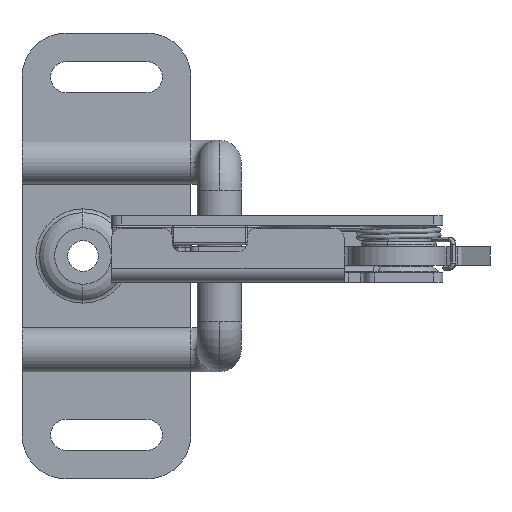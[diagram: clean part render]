
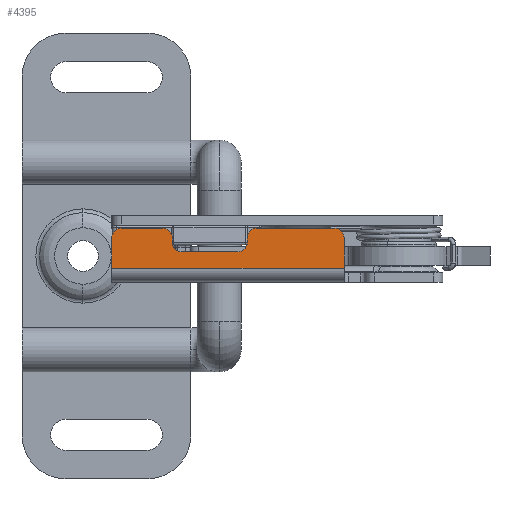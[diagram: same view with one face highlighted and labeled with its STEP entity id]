
A CAD part, front view. The second image highlights one B-rep face of the part: STEP entity #4395.
In plain terms, the highlighted planar face has unit normal (0, -1, 0).
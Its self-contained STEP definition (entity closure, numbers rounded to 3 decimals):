
#3905 = VERTEX_POINT ( 'NONE', #5796 ) ;
#3924 = VERTEX_POINT ( 'NONE', #5815 ) ;
#3926 = VERTEX_POINT ( 'NONE', #5817 ) ;
#4011 = VERTEX_POINT ( 'NONE', #5902 ) ;
#4027 = VERTEX_POINT ( 'NONE', #5918 ) ;
#4032 = VERTEX_POINT ( 'NONE', #5923 ) ;
#4122 = VERTEX_POINT ( 'NONE', #6013 ) ;
#4127 = VERTEX_POINT ( 'NONE', #6018 ) ;
#4143 = VERTEX_POINT ( 'NONE', #6034 ) ;
#4286 = EDGE_CURVE ( 'NONE', #4027, #3924, #19711, .T. ) ;
#4395 = ADVANCED_FACE ( 'NONE', ( #20074 ), #21073, .F. ) ;
#4778 = VERTEX_POINT ( 'NONE', #26130 ) ;
#4779 = VERTEX_POINT ( 'NONE', #26131 ) ;
#4780 = VERTEX_POINT ( 'NONE', #26132 ) ;
#4782 = VERTEX_POINT ( 'NONE', #26134 ) ;
#4792 = VERTEX_POINT ( 'NONE', #26144 ) ;
#5796 = CARTESIAN_POINT ( 'NONE',  ( -35.25, -14., 1. ) ) ;
#5815 = CARTESIAN_POINT ( 'NONE',  ( -24.4, -14., 9.5 ) ) ;
#5817 = CARTESIAN_POINT ( 'NONE',  ( 14.25, -14., 1. ) ) ;
#5902 = CARTESIAN_POINT ( 'NONE',  ( -4.4, -14., 9.5 ) ) ;
#5918 = CARTESIAN_POINT ( 'NONE',  ( -33.25, -14., 9.5 ) ) ;
#5923 = CARTESIAN_POINT ( 'NONE',  ( -6.4, -14., 6.5 ) ) ;
#6013 = CARTESIAN_POINT ( 'NONE',  ( -20.4, -14., 4.5 ) ) ;
#6018 = CARTESIAN_POINT ( 'NONE',  ( -22.4, -14., 6.5 ) ) ;
#6034 = CARTESIAN_POINT ( 'NONE',  ( -22.4, -14., 7.5 ) ) ;
#6258 = CARTESIAN_POINT ( 'NONE',  ( -35.25, -14., 9.5 ) ) ;
#6259 = DIRECTION ( 'NONE',  ( 1., 0., 0. ) ) ;
#7058 = EDGE_CURVE ( 'NONE', #4032, #4780, #28019, .T. ) ;
#7070 = EDGE_CURVE ( 'NONE', #4792, #3926, #28037, .T. ) ;
#7071 = EDGE_CURVE ( 'NONE', #3926, #3905, #28030, .T. ) ;
#7075 = EDGE_CURVE ( 'NONE', #4122, #4127, #28051, .T. ) ;
#7077 = EDGE_CURVE ( 'NONE', #3905, #4782, #28052, .T. ) ;
#7078 = EDGE_CURVE ( 'NONE', #4122, #4778, #28054, .T. ) ;
#7079 = EDGE_CURVE ( 'NONE', #4011, #4780, #28058, .T. ) ;
#7080 = EDGE_CURVE ( 'NONE', #4011, #4779, #28001, .T. ) ;
#7081 = EDGE_CURVE ( 'NONE', #4032, #4778, #28059, .T. ) ;
#7082 = EDGE_CURVE ( 'NONE', #4143, #4127, #28056, .T. ) ;
#7083 = EDGE_CURVE ( 'NONE', #4143, #3924, #28061, .T. ) ;
#7084 = EDGE_CURVE ( 'NONE', #4792, #4779, #28063, .T. ) ;
#7085 = EDGE_CURVE ( 'NONE', #4027, #4782, #28065, .T. ) ;
#16355 = AXIS2_PLACEMENT_3D ( 'NONE', #21076, #21082, #21083 ) ;
#17044 = EDGE_LOOP ( 'NONE', ( #17087, #17088, #17083, #17084, #17080, #17081, #17118, #17111, #17113, #17114, #17108, #17107, #17103, #17228 ) ) ;
#17080 = ORIENTED_EDGE ( 'NONE', *, *, #7078, .F. ) ;
#17081 = ORIENTED_EDGE ( 'NONE', *, *, #7075, .T. ) ;
#17083 = ORIENTED_EDGE ( 'NONE', *, *, #7058, .F. ) ;
#17084 = ORIENTED_EDGE ( 'NONE', *, *, #7081, .T. ) ;
#17087 = ORIENTED_EDGE ( 'NONE', *, *, #7080, .F. ) ;
#17088 = ORIENTED_EDGE ( 'NONE', *, *, #7079, .T. ) ;
#17103 = ORIENTED_EDGE ( 'NONE', *, *, #7070, .F. ) ;
#17107 = ORIENTED_EDGE ( 'NONE', *, *, #7071, .F. ) ;
#17108 = ORIENTED_EDGE ( 'NONE', *, *, #7077, .F. ) ;
#17111 = ORIENTED_EDGE ( 'NONE', *, *, #7083, .T. ) ;
#17113 = ORIENTED_EDGE ( 'NONE', *, *, #4286, .F. ) ;
#17114 = ORIENTED_EDGE ( 'NONE', *, *, #7085, .T. ) ;
#17118 = ORIENTED_EDGE ( 'NONE', *, *, #7082, .F. ) ;
#17228 = ORIENTED_EDGE ( 'NONE', *, *, #7084, .T. ) ;
#19711 = LINE ( 'NONE', #6258, #19780 ) ;
#19780 = VECTOR ( 'NONE', #6259, 1000. ) ;
#20074 = FACE_OUTER_BOUND ( 'NONE', #17044, .T. ) ;
#21073 = PLANE ( 'NONE',  #16355 ) ;
#21076 = CARTESIAN_POINT ( 'NONE',  ( 0., -14., 0. ) ) ;
#21082 = DIRECTION ( 'NONE',  ( 0., 1., 0. ) ) ;
#21083 = DIRECTION ( 'NONE',  ( 0., 0., 1. ) ) ;
#26130 = CARTESIAN_POINT ( 'NONE',  ( -8.4, -14., 4.5 ) ) ;
#26131 = CARTESIAN_POINT ( 'NONE',  ( 12.25, -14., 9.5 ) ) ;
#26132 = CARTESIAN_POINT ( 'NONE',  ( -6.4, -14., 7.5 ) ) ;
#26134 = CARTESIAN_POINT ( 'NONE',  ( -35.25, -14., 7.5 ) ) ;
#26144 = CARTESIAN_POINT ( 'NONE',  ( 14.25, -14., 7.5 ) ) ;
#27014 = AXIS2_PLACEMENT_3D ( 'NONE', #29409, #29420, #29421 ) ;
#27015 = AXIS2_PLACEMENT_3D ( 'NONE', #29450, #29464, #29466 ) ;
#27016 = AXIS2_PLACEMENT_3D ( 'NONE', #29434, #29436, #29438 ) ;
#27017 = AXIS2_PLACEMENT_3D ( 'NONE', #29444, #29446, #29448 ) ;
#27018 = AXIS2_PLACEMENT_3D ( 'NONE', #29455, #29458, #29460 ) ;
#27020 = AXIS2_PLACEMENT_3D ( 'NONE', #29457, #29469, #29471 ) ;
#28001 = LINE ( 'NONE', #29441, #28049 ) ;
#28019 = LINE ( 'NONE', #29332, #28020 ) ;
#28020 = VECTOR ( 'NONE', #29333, 1000. ) ;
#28030 = LINE ( 'NONE', #29391, #28040 ) ;
#28037 = LINE ( 'NONE', #29403, #28038 ) ;
#28038 = VECTOR ( 'NONE', #29404, 1000. ) ;
#28040 = VECTOR ( 'NONE', #29408, 1000. ) ;
#28049 = VECTOR ( 'NONE', #29442, 1000. ) ;
#28051 = CIRCLE ( 'NONE', #27014, 2. ) ;
#28052 = LINE ( 'NONE', #29427, #28053 ) ;
#28053 = VECTOR ( 'NONE', #29428, 1000. ) ;
#28054 = LINE ( 'NONE', #29431, #28055 ) ;
#28055 = VECTOR ( 'NONE', #29433, 1000. ) ;
#28056 = LINE ( 'NONE', #29452, #28057 ) ;
#28057 = VECTOR ( 'NONE', #29454, 1000. ) ;
#28058 = CIRCLE ( 'NONE', #27016, 2. ) ;
#28059 = CIRCLE ( 'NONE', #27017, 2. ) ;
#28061 = CIRCLE ( 'NONE', #27018, 2. ) ;
#28063 = CIRCLE ( 'NONE', #27015, 2. ) ;
#28065 = CIRCLE ( 'NONE', #27020, 2. ) ;
#29332 = CARTESIAN_POINT ( 'NONE',  ( -6.4, -14., 9.5 ) ) ;
#29333 = DIRECTION ( 'NONE',  ( 0., 0., 1. ) ) ;
#29391 = CARTESIAN_POINT ( 'NONE',  ( -35.25, -14., 1. ) ) ;
#29403 = CARTESIAN_POINT ( 'NONE',  ( 14.25, -14., 9.5 ) ) ;
#29404 = DIRECTION ( 'NONE',  ( 0., 0., -1. ) ) ;
#29408 = DIRECTION ( 'NONE',  ( -1., 0., 0. ) ) ;
#29409 = CARTESIAN_POINT ( 'NONE',  ( -20.4, -14., 6.5 ) ) ;
#29420 = DIRECTION ( 'NONE',  ( 0., 1., 0. ) ) ;
#29421 = DIRECTION ( 'NONE',  ( 0., 0., 1. ) ) ;
#29427 = CARTESIAN_POINT ( 'NONE',  ( -35.25, -14., 0. ) ) ;
#29428 = DIRECTION ( 'NONE',  ( 0., 0., 1. ) ) ;
#29431 = CARTESIAN_POINT ( 'NONE',  ( -22.4, -14., 4.5 ) ) ;
#29433 = DIRECTION ( 'NONE',  ( 1., 0., 0. ) ) ;
#29434 = CARTESIAN_POINT ( 'NONE',  ( -4.4, -14., 7.5 ) ) ;
#29436 = DIRECTION ( 'NONE',  ( 0., -1., 0. ) ) ;
#29438 = DIRECTION ( 'NONE',  ( 0., 0., 1. ) ) ;
#29441 = CARTESIAN_POINT ( 'NONE',  ( -35.25, -14., 9.5 ) ) ;
#29442 = DIRECTION ( 'NONE',  ( 1., 0., 0. ) ) ;
#29444 = CARTESIAN_POINT ( 'NONE',  ( -8.4, -14., 6.5 ) ) ;
#29446 = DIRECTION ( 'NONE',  ( 0., 1., 0. ) ) ;
#29448 = DIRECTION ( 'NONE',  ( 0., 0., 1. ) ) ;
#29450 = CARTESIAN_POINT ( 'NONE',  ( 12.25, -14., 7.5 ) ) ;
#29452 = CARTESIAN_POINT ( 'NONE',  ( -22.4, -14., 9.5 ) ) ;
#29454 = DIRECTION ( 'NONE',  ( 0., 0., -1. ) ) ;
#29455 = CARTESIAN_POINT ( 'NONE',  ( -24.4, -14., 7.5 ) ) ;
#29457 = CARTESIAN_POINT ( 'NONE',  ( -33.25, -14., 7.5 ) ) ;
#29458 = DIRECTION ( 'NONE',  ( 0., -1., 0. ) ) ;
#29460 = DIRECTION ( 'NONE',  ( 0., 0., 1. ) ) ;
#29464 = DIRECTION ( 'NONE',  ( 0., -1., 0. ) ) ;
#29466 = DIRECTION ( 'NONE',  ( 0., 0., 1. ) ) ;
#29469 = DIRECTION ( 'NONE',  ( 0., -1., 0. ) ) ;
#29471 = DIRECTION ( 'NONE',  ( 0., 0., 1. ) ) ;
